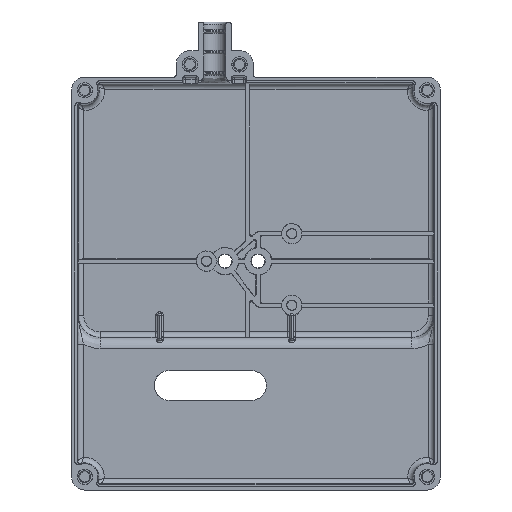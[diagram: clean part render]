
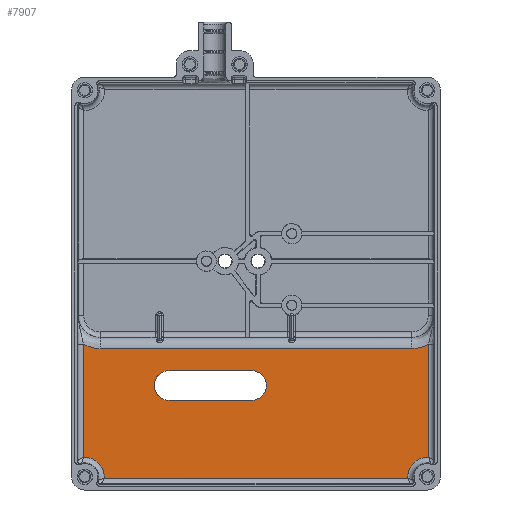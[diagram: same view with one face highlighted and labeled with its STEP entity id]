
A CAD part, top view. The second image highlights one B-rep face of the part: STEP entity #7907.
In plain terms, the highlighted planar face has unit normal (0, 0, 1).
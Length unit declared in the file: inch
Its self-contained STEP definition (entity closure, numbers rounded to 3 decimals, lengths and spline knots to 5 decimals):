
#52=FACE_BOUND('',#1532,.T.);
#524=PLANE('',#8823);
#1006=FACE_OUTER_BOUND('',#1531,.T.);
#1531=EDGE_LOOP('',(#7230,#7231,#7232,#7233,#7234,#7235,#7236,#7237));
#1532=EDGE_LOOP('',(#7238,#7239,#7240,#7241));
#1688=ELLIPSE('',#8820,0.30009,0.3);
#1690=ELLIPSE('',#8822,0.30009,0.3);
#1936=LINE('',#14083,#2467);
#2064=LINE('',#14850,#2595);
#2069=LINE('',#14864,#2600);
#2207=LINE('',#17313,#2738);
#2208=LINE('',#17487,#2739);
#2210=LINE('',#17686,#2741);
#2467=VECTOR('',#9841,2.83092);
#2595=VECTOR('',#10381,0.75);
#2600=VECTOR('',#10394,0.75);
#2738=VECTOR('',#11118,1.02976);
#2739=VECTOR('',#11127,2.75698);
#2741=VECTOR('',#11139,1.02976);
#3016=CIRCLE('',#8509,0.13488);
#3018=CIRCLE('',#8513,0.13488);
#3123=CIRCLE('',#8806,0.17699);
#3125=CIRCLE('',#8810,0.17699);
#3489=VERTEX_POINT('',#14080);
#3490=VERTEX_POINT('',#14082);
#3647=VERTEX_POINT('',#14848);
#3648=VERTEX_POINT('',#14849);
#3651=VERTEX_POINT('',#14857);
#3653=VERTEX_POINT('',#14863);
#3829=VERTEX_POINT('',#17300);
#3830=VERTEX_POINT('',#17311);
#3832=VERTEX_POINT('',#17462);
#3833=VERTEX_POINT('',#17486);
#3836=VERTEX_POINT('',#17512);
#3839=VERTEX_POINT('',#17639);
#4368=EDGE_CURVE('',#3489,#3490,#1936,.T.);
#4622=EDGE_CURVE('',#3647,#3648,#2064,.T.);
#4626=EDGE_CURVE('',#3648,#3651,#3016,.T.);
#4629=EDGE_CURVE('',#3651,#3653,#2069,.T.);
#4632=EDGE_CURVE('',#3653,#3647,#3018,.T.);
#4959=EDGE_CURVE('',#3830,#3829,#2207,.T.);
#4962=EDGE_CURVE('',#3829,#3832,#3123,.T.);
#4966=EDGE_CURVE('',#3832,#3833,#2208,.T.);
#4970=EDGE_CURVE('',#3833,#3836,#3125,.T.);
#4977=EDGE_CURVE('',#3836,#3839,#2210,.T.);
#4989=EDGE_CURVE('',#3839,#3489,#1688,.T.);
#4991=EDGE_CURVE('',#3490,#3830,#1690,.T.);
#7230=ORIENTED_EDGE('',*,*,#4959,.F.);
#7231=ORIENTED_EDGE('',*,*,#4991,.F.);
#7232=ORIENTED_EDGE('',*,*,#4368,.F.);
#7233=ORIENTED_EDGE('',*,*,#4989,.F.);
#7234=ORIENTED_EDGE('',*,*,#4977,.F.);
#7235=ORIENTED_EDGE('',*,*,#4970,.F.);
#7236=ORIENTED_EDGE('',*,*,#4966,.F.);
#7237=ORIENTED_EDGE('',*,*,#4962,.F.);
#7238=ORIENTED_EDGE('',*,*,#4629,.T.);
#7239=ORIENTED_EDGE('',*,*,#4632,.T.);
#7240=ORIENTED_EDGE('',*,*,#4622,.T.);
#7241=ORIENTED_EDGE('',*,*,#4626,.T.);
#7907=ADVANCED_FACE('',(#1006,#52),#524,.T.);
#8509=AXIS2_PLACEMENT_3D('',#14858,#10387,#10388);
#8513=AXIS2_PLACEMENT_3D('',#14869,#10399,#10400);
#8806=AXIS2_PLACEMENT_3D('',#17463,#11121,#11122);
#8810=AXIS2_PLACEMENT_3D('',#17513,#11131,#11132);
#8820=AXIS2_PLACEMENT_3D('',#18335,#11160,#11161);
#8822=AXIS2_PLACEMENT_3D('',#18407,#11164,#11165);
#8823=AXIS2_PLACEMENT_3D('',#18408,#11166,#11167);
#9841=DIRECTION('',(1.,0.,0.));
#10381=DIRECTION('',(1.,0.,0.));
#10387=DIRECTION('center_axis',(0.,0.,-1.));
#10388=DIRECTION('ref_axis',(0.,-1.,0.));
#10394=DIRECTION('',(-1.,0.,0.));
#10399=DIRECTION('center_axis',(0.,0.,-1.));
#10400=DIRECTION('ref_axis',(0.,1.,0.));
#11118=DIRECTION('',(0.,-1.,0.));
#11121=DIRECTION('center_axis',(0.,0.,1.));
#11122=DIRECTION('ref_axis',(-0.707,0.707,0.));
#11127=DIRECTION('',(-1.,0.,0.));
#11131=DIRECTION('center_axis',(0.,0.,1.));
#11132=DIRECTION('ref_axis',(0.707,0.707,0.));
#11139=DIRECTION('',(0.,1.,0.));
#11160=DIRECTION('center_axis',(0.,0.,1.));
#11161=DIRECTION('ref_axis',(-0.707,-0.707,0.));
#11164=DIRECTION('center_axis',(0.,0.,1.));
#11165=DIRECTION('ref_axis',(0.707,-0.707,0.));
#11166=DIRECTION('center_axis',(0.,0.,1.));
#11167=DIRECTION('ref_axis',(1.,0.,0.));
#14080=CARTESIAN_POINT('',(-1.54046,-0.59041,-0.45));
#14082=CARTESIAN_POINT('',(1.29046,-0.59041,-0.45));
#14083=CARTESIAN_POINT('',(-0.9375,-0.59041,-0.45));
#14848=CARTESIAN_POINT('',(-0.915,-0.79012,-0.45));
#14849=CARTESIAN_POINT('',(-0.165,-0.79012,-0.45));
#14850=CARTESIAN_POINT('',(-0.52,-0.79012,-0.45));
#14857=CARTESIAN_POINT('',(-0.165,-1.05988,-0.45));
#14858=CARTESIAN_POINT('Origin',(-0.165,-0.925,-0.45));
#14863=CARTESIAN_POINT('',(-0.915,-1.05988,-0.45));
#14864=CARTESIAN_POINT('',(-0.145,-1.05988,-0.45));
#14869=CARTESIAN_POINT('Origin',(-0.915,-0.925,-0.45));
#17300=CARTESIAN_POINT('',(1.44301,-1.57849,-0.45));
#17311=CARTESIAN_POINT('',(1.44301,-0.54873,-0.45));
#17313=CARTESIAN_POINT('',(1.44301,-0.80522,-0.45));
#17462=CARTESIAN_POINT('',(1.25349,-1.76801,-0.45));
#17463=CARTESIAN_POINT('Origin',(1.43,-1.755,-0.45));
#17486=CARTESIAN_POINT('',(-1.50349,-1.76801,-0.45));
#17487=CARTESIAN_POINT('',(-0.83022,-1.76801,-0.45));
#17512=CARTESIAN_POINT('',(-1.69301,-1.57849,-0.45));
#17513=CARTESIAN_POINT('Origin',(-1.68,-1.755,-0.45));
#17639=CARTESIAN_POINT('',(-1.69301,-0.54873,-0.45));
#17686=CARTESIAN_POINT('',(-1.69301,0.80522,-0.45));
#18335=CARTESIAN_POINT('Origin',(-1.54037,-0.29037,-0.45));
#18407=CARTESIAN_POINT('Origin',(1.29037,-0.29037,-0.45));
#18408=CARTESIAN_POINT('Origin',(-0.125,0.,
-0.45));
